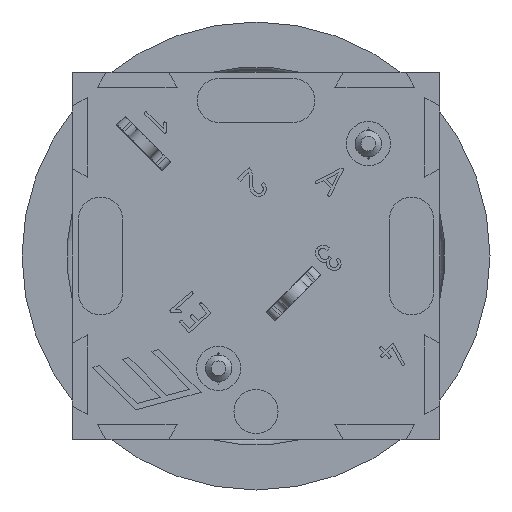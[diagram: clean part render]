
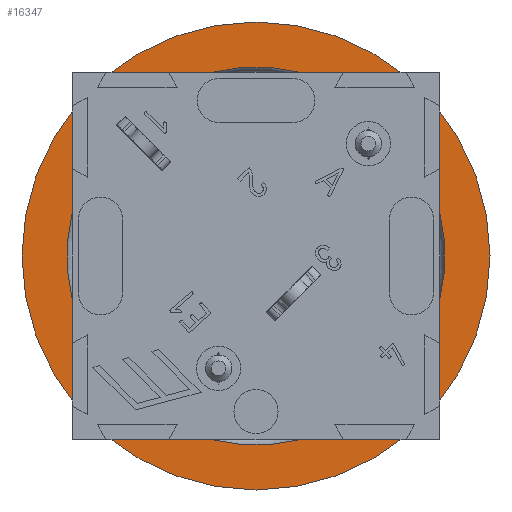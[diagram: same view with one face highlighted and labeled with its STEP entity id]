
A CAD part, front view. The second image highlights one B-rep face of the part: STEP entity #16347.
In plain terms, the highlighted planar face has unit normal (0, -1, 0).
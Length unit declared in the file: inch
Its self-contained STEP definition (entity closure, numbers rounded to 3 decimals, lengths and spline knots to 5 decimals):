
#15281=CARTESIAN_POINT('',(-0.16687,0.40502,0.1895));
#15282=VERTEX_POINT('',#15281);
#15289=CARTESIAN_POINT('',(-0.08237,0.40502,0.105));
#15290=VERTEX_POINT('',#15289);
#15291=CARTESIAN_POINT('',(-0.16687,0.40502,0.1895));
#15292=DIRECTION('',(0.707,0.0,-0.707));
#15293=VECTOR('',#15292,0.1195);
#15294=LINE('',#15291,#15293);
#15295=EDGE_CURVE('',#15282,#15290,#15294,.T.);
#15402=CARTESIAN_POINT('',(0.1895,0.40502,0.16687));
#15403=VERTEX_POINT('',#15402);
#15410=CARTESIAN_POINT('',(0.105,0.40502,0.08237));
#15411=VERTEX_POINT('',#15410);
#15412=CARTESIAN_POINT('',(0.1895,0.40502,0.16687));
#15413=DIRECTION('',(-0.707,0.0,-0.707));
#15414=VECTOR('',#15413,0.1195);
#15415=LINE('',#15412,#15414);
#15416=EDGE_CURVE('',#15403,#15411,#15415,.T.);
#15523=CARTESIAN_POINT('',(0.16687,0.40502,-0.1895));
#15524=VERTEX_POINT('',#15523);
#15531=CARTESIAN_POINT('',(0.08237,0.40502,-0.105));
#15532=VERTEX_POINT('',#15531);
#15533=CARTESIAN_POINT('',(0.16687,0.40502,-0.1895));
#15534=DIRECTION('',(-0.707,0.0,0.707));
#15535=VECTOR('',#15534,0.1195);
#15536=LINE('',#15533,#15535);
#15537=EDGE_CURVE('',#15524,#15532,#15536,.T.);
#15644=CARTESIAN_POINT('',(-0.1895,0.40502,-0.16687));
#15645=VERTEX_POINT('',#15644);
#15652=CARTESIAN_POINT('',(-0.105,0.40502,-0.08237));
#15653=VERTEX_POINT('',#15652);
#15654=CARTESIAN_POINT('',(-0.1895,0.40502,-0.16687));
#15655=DIRECTION('',(0.707,0.0,0.707));
#15656=VECTOR('',#15655,0.1195);
#15657=LINE('',#15654,#15656);
#15658=EDGE_CURVE('',#15645,#15653,#15657,.T.);
#15732=CARTESIAN_POINT('',(-0.08237,0.40502,-0.105));
#15733=VERTEX_POINT('',#15732);
#15740=CARTESIAN_POINT('',(-0.16687,0.40502,-0.1895));
#15741=VERTEX_POINT('',#15740);
#15742=CARTESIAN_POINT('',(-0.08237,0.40502,-0.105));
#15743=DIRECTION('',(-0.707,0.0,-0.707));
#15744=VECTOR('',#15743,0.1195);
#15745=LINE('',#15742,#15744);
#15746=EDGE_CURVE('',#15733,#15741,#15745,.T.);
#15797=CARTESIAN_POINT('',(0.105,0.40502,-0.08237));
#15798=VERTEX_POINT('',#15797);
#15805=CARTESIAN_POINT('',(0.1895,0.40502,-0.16687));
#15806=VERTEX_POINT('',#15805);
#15807=CARTESIAN_POINT('',(0.105,0.40502,-0.08237));
#15808=DIRECTION('',(0.707,0.0,-0.707));
#15809=VECTOR('',#15808,0.1195);
#15810=LINE('',#15807,#15809);
#15811=EDGE_CURVE('',#15798,#15806,#15810,.T.);
#15862=CARTESIAN_POINT('',(0.16687,0.40502,0.1895));
#15863=VERTEX_POINT('',#15862);
#15870=CARTESIAN_POINT('',(0.0,0.40502,0.0));
#15871=DIRECTION('',(0.0,1.0,0.0));
#15872=DIRECTION('',(-1.0,0.0,0.0));
#15873=AXIS2_PLACEMENT_3D('',#15870,#15871,#15872);
#15874=CIRCLE('',#15873,0.2525);
#15875=EDGE_CURVE('',#15282,#15863,#15874,.T.);
#15919=CARTESIAN_POINT('',(-0.105,0.40502,0.08237));
#15920=VERTEX_POINT('',#15919);
#15927=CARTESIAN_POINT('',(-0.1895,0.40502,0.16687));
#15928=VERTEX_POINT('',#15927);
#15929=CARTESIAN_POINT('',(-0.105,0.40502,0.08237));
#15930=DIRECTION('',(-0.707,0.0,0.707));
#15931=VECTOR('',#15930,0.1195);
#15932=LINE('',#15929,#15931);
#15933=EDGE_CURVE('',#15920,#15928,#15932,.T.);
#15952=CARTESIAN_POINT('',(0.08237,0.40502,0.105));
#15953=VERTEX_POINT('',#15952);
#15960=CARTESIAN_POINT('',(0.08237,0.40502,0.105));
#15961=DIRECTION('',(0.707,0.0,0.707));
#15962=VECTOR('',#15961,0.1195);
#15963=LINE('',#15960,#15962);
#15964=EDGE_CURVE('',#15953,#15863,#15963,.T.);
#15979=CARTESIAN_POINT('',(-0.105,0.40502,0.105));
#15980=VERTEX_POINT('',#15979);
#15981=CARTESIAN_POINT('',(-0.08237,0.40502,0.105));
#15982=DIRECTION('',(-1.0,0.0,0.0));
#15983=VECTOR('',#15982,0.02263);
#15984=LINE('',#15981,#15983);
#15985=EDGE_CURVE('',#15290,#15980,#15984,.T.);
#15994=CARTESIAN_POINT('',(0.105,0.40502,0.105));
#15995=VERTEX_POINT('',#15994);
#16002=CARTESIAN_POINT('',(0.105,0.40502,0.105));
#16003=DIRECTION('',(-1.0,0.0,0.0));
#16004=VECTOR('',#16003,0.02263);
#16005=LINE('',#16002,#16004);
#16006=EDGE_CURVE('',#15995,#15953,#16005,.T.);
#16019=CARTESIAN_POINT('',(0.105,0.40502,0.08237));
#16020=DIRECTION('',(0.0,0.0,1.0));
#16021=VECTOR('',#16020,0.02263);
#16022=LINE('',#16019,#16021);
#16023=EDGE_CURVE('',#15411,#15995,#16022,.T.);
#16027=CARTESIAN_POINT('',(0.105,0.40502,-0.105));
#16028=VERTEX_POINT('',#16027);
#16035=CARTESIAN_POINT('',(0.105,0.40502,-0.105));
#16036=DIRECTION('',(0.0,0.0,1.0));
#16037=VECTOR('',#16036,0.02263);
#16038=LINE('',#16035,#16037);
#16039=EDGE_CURVE('',#16028,#15798,#16038,.T.);
#16052=CARTESIAN_POINT('',(0.0,0.40502,0.0));
#16053=DIRECTION('',(0.0,1.0,0.0));
#16054=DIRECTION('',(-1.0,0.0,0.0));
#16055=AXIS2_PLACEMENT_3D('',#16052,#16053,#16054);
#16056=CIRCLE('',#16055,0.2525);
#16057=EDGE_CURVE('',#15403,#15806,#16056,.T.);
#16070=CARTESIAN_POINT('',(0.0,0.40502,0.0));
#16071=DIRECTION('',(0.0,1.0,0.0));
#16072=DIRECTION('',(-1.0,0.0,0.0));
#16073=AXIS2_PLACEMENT_3D('',#16070,#16071,#16072);
#16074=CIRCLE('',#16073,0.2525);
#16075=EDGE_CURVE('',#15645,#15928,#16074,.T.);
#16088=CARTESIAN_POINT('',(-0.105,0.40502,-0.105));
#16089=VERTEX_POINT('',#16088);
#16090=CARTESIAN_POINT('',(-0.105,0.40502,-0.08237));
#16091=DIRECTION('',(0.0,0.0,-1.0));
#16092=VECTOR('',#16091,0.02263);
#16093=LINE('',#16090,#16092);
#16094=EDGE_CURVE('',#15653,#16089,#16093,.T.);
#16104=CARTESIAN_POINT('',(-0.105,0.40502,0.105));
#16105=DIRECTION('',(0.0,0.0,-1.0));
#16106=VECTOR('',#16105,0.02263);
#16107=LINE('',#16104,#16106);
#16108=EDGE_CURVE('',#15980,#15920,#16107,.T.);
#16121=CARTESIAN_POINT('',(0.0,0.40502,0.0));
#16122=DIRECTION('',(0.0,1.0,0.0));
#16123=DIRECTION('',(-1.0,0.0,0.0));
#16124=AXIS2_PLACEMENT_3D('',#16121,#16122,#16123);
#16125=CIRCLE('',#16124,0.2525);
#16126=EDGE_CURVE('',#15524,#15741,#16125,.T.);
#16240=CARTESIAN_POINT('',(-0.3125,0.40502,0.));
#16241=VERTEX_POINT('',#16240);
#16242=CARTESIAN_POINT('',(0.0,0.40502,0.0));
#16243=DIRECTION('',(0.0,1.0,0.0));
#16244=DIRECTION('',(-1.0,0.0,0.0));
#16245=AXIS2_PLACEMENT_3D('',#16242,#16243,#16244);
#16246=CIRCLE('',#16245,0.3125);
#16247=EDGE_CURVE('',#16241,#16241,#16246,.T.);
#16298=CARTESIAN_POINT('',(0.08237,0.40502,-0.105));
#16299=DIRECTION('',(1.0,0.0,0.0));
#16300=VECTOR('',#16299,0.02263);
#16301=LINE('',#16298,#16300);
#16302=EDGE_CURVE('',#15532,#16028,#16301,.T.);
#16307=CARTESIAN_POINT('',(-0.105,0.40502,-0.105));
#16308=DIRECTION('',(1.0,0.0,0.0));
#16309=VECTOR('',#16308,0.02263);
#16310=LINE('',#16307,#16309);
#16311=EDGE_CURVE('',#16089,#15733,#16310,.T.);
#16317=CARTESIAN_POINT('',(-0.34375,0.40502,0.34375));
#16318=DIRECTION('',(0.0,-1.0,0.0));
#16319=DIRECTION('',(0.0,0.0,-1.0));
#16320=AXIS2_PLACEMENT_3D('',#16317,#16318,#16319);
#16321=PLANE('',#16320);
#16322=ORIENTED_EDGE('',*,*,#16247,.F.);
#16323=EDGE_LOOP('',(#16322));
#16324=FACE_OUTER_BOUND('',#16323,.T.);
#16325=ORIENTED_EDGE('',*,*,#15875,.T.);
#16326=ORIENTED_EDGE('',*,*,#15964,.F.);
#16327=ORIENTED_EDGE('',*,*,#16006,.F.);
#16328=ORIENTED_EDGE('',*,*,#16023,.F.);
#16329=ORIENTED_EDGE('',*,*,#15416,.F.);
#16330=ORIENTED_EDGE('',*,*,#16057,.T.);
#16331=ORIENTED_EDGE('',*,*,#15811,.F.);
#16332=ORIENTED_EDGE('',*,*,#16039,.F.);
#16333=ORIENTED_EDGE('',*,*,#16302,.F.);
#16334=ORIENTED_EDGE('',*,*,#15537,.F.);
#16335=ORIENTED_EDGE('',*,*,#16126,.T.);
#16336=ORIENTED_EDGE('',*,*,#15746,.F.);
#16337=ORIENTED_EDGE('',*,*,#16311,.F.);
#16338=ORIENTED_EDGE('',*,*,#16094,.F.);
#16339=ORIENTED_EDGE('',*,*,#15658,.F.);
#16340=ORIENTED_EDGE('',*,*,#16075,.T.);
#16341=ORIENTED_EDGE('',*,*,#15933,.F.);
#16342=ORIENTED_EDGE('',*,*,#16108,.F.);
#16343=ORIENTED_EDGE('',*,*,#15985,.F.);
#16344=ORIENTED_EDGE('',*,*,#15295,.F.);
#16345=EDGE_LOOP('',(#16325,#16326,#16327,#16328,#16329,#16330,#16331,#16332,#16333,#16334,#16335,#16336,#16337,#16338,#16339,#16340,#16341,#16342,#16343,#16344));
#16346=FACE_BOUND('',#16345,.T.);
#16347=ADVANCED_FACE('',(#16324,#16346),#16321,.T.);
